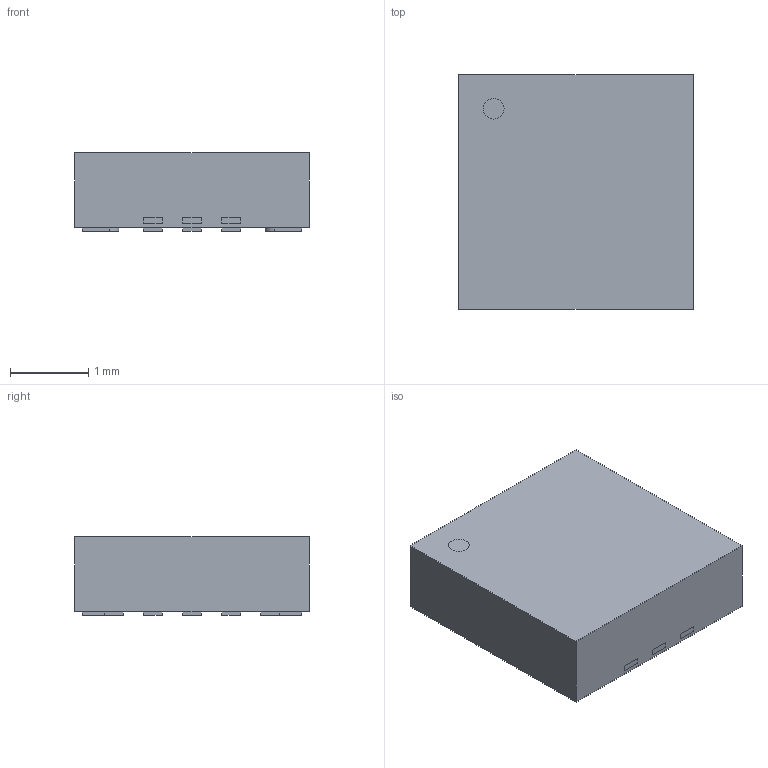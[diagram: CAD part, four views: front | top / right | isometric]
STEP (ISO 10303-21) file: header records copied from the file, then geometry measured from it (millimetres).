
FILE_DESCRIPTION(('FreeCAD Model'),'2;1');
FILE_NAME('MMA8452QR025_cp.step','2019-06-12T13:40:05',( 'kicad StepUp'),('ksu MCAD'),'Open CASCADE STEP processor 7.3', 'FreeCAD','Unknown');
FILE_SCHEMA(('AUTOMOTIVE_DESIGN { 1 0 10303 214 1 1 1 1 }'));
Length unit declared in the file: millimetre
Products named in the file (1): MMA8452QR025_cp
Bounding box: 3 x 3 x 1 mm (x, y, z)
Volume: 8.6 mm3; surface area: 41.3 mm2
Topology: 24 solids, 24 shells, 256 faces, 591 edges, 394 vertices
Faces by surface type: plane 211, cylinder 45
Entity records: 8968 total; most frequent: CARTESIAN_POINT 1242, DIRECTION 1195, ORIENTED_EDGE 1182, EDGE_CURVE 591, LINE 501, VECTOR 501, VERTEX_POINT 394, AXIS2_PLACEMENT_3D 347
